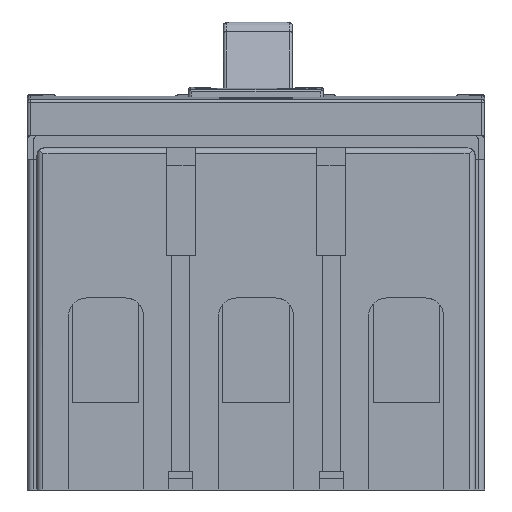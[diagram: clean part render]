
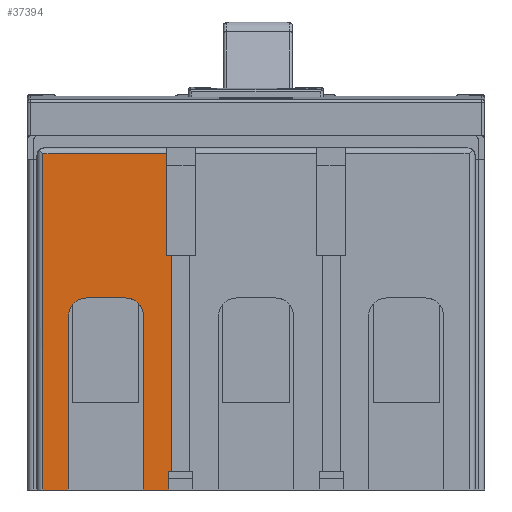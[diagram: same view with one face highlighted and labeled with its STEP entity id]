
A CAD part, front view. The second image highlights one B-rep face of the part: STEP entity #37394.
In plain terms, the highlighted planar face has unit normal (0, -1, 0).
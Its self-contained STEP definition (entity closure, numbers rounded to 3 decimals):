
#2 = CARTESIAN_POINT ( 'NONE',  ( -10.737, -84.803, 43.5 ) ) ;
#252 = EDGE_CURVE ( 'NONE', #19935, #48609, #44438, .T. ) ;
#774 = VECTOR ( 'NONE', #47522, 1000. ) ;
#1136 = LINE ( 'NONE', #42294, #45538 ) ;
#1234 = CARTESIAN_POINT ( 'NONE',  ( -20.63, -84.803, 46.5 ) ) ;
#1852 = ORIENTED_EDGE ( 'NONE', *, *, #4837, .F. ) ;
#1891 = ORIENTED_EDGE ( 'NONE', *, *, #252, .F. ) ;
#2768 = VECTOR ( 'NONE', #39422, 1000. ) ;
#3483 = VERTEX_POINT ( 'NONE', #27245 ) ;
#3818 = EDGE_CURVE ( 'NONE', #48609, #46790, #12220, .T. ) ;
#4237 = CARTESIAN_POINT ( 'NONE',  ( -28.487, -84.803, 53.5 ) ) ;
#4255 = EDGE_CURVE ( 'NONE', #46790, #39964, #8282, .T. ) ;
#4401 = LINE ( 'NONE', #14282, #51973 ) ;
#4837 = EDGE_CURVE ( 'NONE', #3483, #16025, #15253, .T. ) ;
#5118 = VECTOR ( 'NONE', #11847, 1000. ) ;
#5623 = CARTESIAN_POINT ( 'NONE',  ( -20.237, -84.803, 46.5 ) ) ;
#5776 = DIRECTION ( 'NONE',  ( -1., 0., 0. ) ) ;
#6956 = CARTESIAN_POINT ( 'NONE',  ( -12.952, -84.803, 46.422 ) ) ;
#7014 = B_SPLINE_CURVE_WITH_KNOTS ( 'NONE', 3,
 ( #19379, #27805, #23434, #31687, #27984, #15704, #32027, #6956, #44849, #36014 ),
 .UNSPECIFIED., .F., .F.,
 ( 4, 2, 2, 2, 4 ),
 ( 0., 0.25, 0.5, 0.75, 1. ),
 .UNSPECIFIED. ) ;
#7082 = CARTESIAN_POINT ( 'NONE',  ( -6.837, -84.803, 53.5 ) ) ;
#8282 = LINE ( 'NONE', #25365, #18042 ) ;
#9818 = CARTESIAN_POINT ( 'NONE',  ( -22.081, -84.803, 45.899 ) ) ;
#10413 = VERTEX_POINT ( 'NONE', #7082 ) ;
#10634 = ORIENTED_EDGE ( 'NONE', *, *, #33788, .F. ) ;
#10654 = LINE ( 'NONE', #19069, #40695 ) ;
#10831 = ORIENTED_EDGE ( 'NONE', *, *, #11289, .F. ) ;
#10962 = FACE_OUTER_BOUND ( 'NONE', #34586, .T. ) ;
#11289 = EDGE_CURVE ( 'NONE', #16025, #38635, #4401, .T. ) ;
#11423 = DIRECTION ( 'NONE',  ( 1., 0., 0. ) ) ;
#11847 = DIRECTION ( 'NONE',  ( 0., 0., -1. ) ) ;
#12218 = VERTEX_POINT ( 'NONE', #31139 ) ;
#12220 = LINE ( 'NONE', #34161, #31897 ) ;
#13063 = ORIENTED_EDGE ( 'NONE', *, *, #50884, .F. ) ;
#13610 = CARTESIAN_POINT ( 'NONE',  ( -21.748, -84.803, 46.121 ) ) ;
#14282 = CARTESIAN_POINT ( 'NONE',  ( -10.737, -84.803, 53.5 ) ) ;
#14382 = VERTEX_POINT ( 'NONE', #47885 ) ;
#15053 = ORIENTED_EDGE ( 'NONE', *, *, #29657, .F. ) ;
#15253 = LINE ( 'NONE', #50510, #40717 ) ;
#15442 = EDGE_CURVE ( 'NONE', #14382, #10413, #1136, .T. ) ;
#15704 = CARTESIAN_POINT ( 'NONE',  ( -11.894, -84.803, 45.899 ) ) ;
#15970 = DIRECTION ( 'NONE',  ( -1., 0., 0. ) ) ;
#16025 = VERTEX_POINT ( 'NONE', #30303 ) ;
#16199 = ORIENTED_EDGE ( 'NONE', *, *, #30441, .F. ) ;
#16227 = CARTESIAN_POINT ( 'NONE',  ( -27.487, -84.803, 70.5 ) ) ;
#16267 = VECTOR ( 'NONE', #11423, 1000. ) ;
#16324 = LINE ( 'NONE', #49687, #16267 ) ;
#16849 = ORIENTED_EDGE ( 'NONE', *, *, #3818, .F. ) ;
#17776 = LINE ( 'NONE', #48776, #21123 ) ;
#18042 = VECTOR ( 'NONE', #29371, 1000. ) ;
#18120 = LINE ( 'NONE', #30843, #31920 ) ;
#18313 = VERTEX_POINT ( 'NONE', #38622 ) ;
#18595 = VERTEX_POINT ( 'NONE', #41603 ) ;
#19069 = CARTESIAN_POINT ( 'NONE',  ( -28.487, -84.803, 53.5 ) ) ;
#19165 = ORIENTED_EDGE ( 'NONE', *, *, #49082, .F. ) ;
#19379 = CARTESIAN_POINT ( 'NONE',  ( -10.737, -84.803, 43.5 ) ) ;
#19935 = VERTEX_POINT ( 'NONE', #22172 ) ;
#21123 = VECTOR ( 'NONE', #15970, 1000. ) ;
#22126 = ORIENTED_EDGE ( 'NONE', *, *, #50554, .T. ) ;
#22172 = CARTESIAN_POINT ( 'NONE',  ( -23.237, -84.803, 43.5 ) ) ;
#22425 = CARTESIAN_POINT ( 'NONE',  ( -23.237, -84.803, 43.5 ) ) ;
#22795 = LINE ( 'NONE', #32913, #5118 ) ;
#23293 = DIRECTION ( 'NONE',  ( -1., 0., 0. ) ) ;
#23434 = CARTESIAN_POINT ( 'NONE',  ( -10.815, -84.803, 44.285 ) ) ;
#24062 = AXIS2_PLACEMENT_3D ( 'NONE', #4237, #37080, #41420 ) ;
#25365 = CARTESIAN_POINT ( 'NONE',  ( -27.487, -84.803, 53.5 ) ) ;
#25444 = DIRECTION ( 'NONE',  ( 0., 0., -1. ) ) ;
#25826 = VERTEX_POINT ( 'NONE', #43638 ) ;
#26349 = ORIENTED_EDGE ( 'NONE', *, *, #4255, .F. ) ;
#27245 = CARTESIAN_POINT ( 'NONE',  ( -6.487, -84.803, 14.5 ) ) ;
#27615 = LINE ( 'NONE', #39235, #2768 ) ;
#27805 = CARTESIAN_POINT ( 'NONE',  ( -10.737, -84.803, 43.893 ) ) ;
#27984 = CARTESIAN_POINT ( 'NONE',  ( -11.338, -84.803, 45.344 ) ) ;
#29371 = DIRECTION ( 'NONE',  ( 0., 0., 1. ) ) ;
#29657 = EDGE_CURVE ( 'NONE', #38635, #18595, #7014, .T. ) ;
#30303 = CARTESIAN_POINT ( 'NONE',  ( -10.737, -84.803, 14.5 ) ) ;
#30441 = EDGE_CURVE ( 'NONE', #18313, #19935, #49256, .T. ) ;
#30843 = CARTESIAN_POINT ( 'NONE',  ( -5.987, -84.803, 17.5 ) ) ;
#31139 = CARTESIAN_POINT ( 'NONE',  ( -5.987, -84.803, 17.5 ) ) ;
#31687 = CARTESIAN_POINT ( 'NONE',  ( -11.116, -84.803, 45.011 ) ) ;
#31897 = VECTOR ( 'NONE', #47569, 1000. ) ;
#31920 = VECTOR ( 'NONE', #5776, 1000. ) ;
#31953 = CARTESIAN_POINT ( 'NONE',  ( -27.487, -84.803, 14.5 ) ) ;
#32027 = CARTESIAN_POINT ( 'NONE',  ( -12.226, -84.803, 46.121 ) ) ;
#32723 = EDGE_CURVE ( 'NONE', #18595, #18313, #17776, .T. ) ;
#32913 = CARTESIAN_POINT ( 'NONE',  ( -5.987, -84.803, 53.5 ) ) ;
#33788 = EDGE_CURVE ( 'NONE', #39964, #14382, #16324, .T. ) ;
#34161 = CARTESIAN_POINT ( 'NONE',  ( -46.337, -84.803, 14.5 ) ) ;
#34586 = EDGE_LOOP ( 'NONE', ( #19165, #41046, #22126, #43950, #10634, #26349, #16849, #1891, #16199, #40137, #15053, #10831, #1852, #13063 ) ) ;
#34662 = CARTESIAN_POINT ( 'NONE',  ( -21.022, -84.803, 46.422 ) ) ;
#36014 = CARTESIAN_POINT ( 'NONE',  ( -13.737, -84.803, 46.5 ) ) ;
#37080 = DIRECTION ( 'NONE',  ( 0., 1., 0. ) ) ;
#37394 = ADVANCED_FACE ( 'NONE', ( #10962 ), #49213, .F. ) ;
#38622 = CARTESIAN_POINT ( 'NONE',  ( -20.237, -84.803, 46.5 ) ) ;
#38635 = VERTEX_POINT ( 'NONE', #2 ) ;
#38974 = CARTESIAN_POINT ( 'NONE',  ( -22.636, -84.803, 45.344 ) ) ;
#39235 = CARTESIAN_POINT ( 'NONE',  ( -6.487, -84.803, 53.5 ) ) ;
#39336 = CARTESIAN_POINT ( 'NONE',  ( -22.859, -84.803, 45.011 ) ) ;
#39422 = DIRECTION ( 'NONE',  ( 0., 0., -1. ) ) ;
#39964 = VERTEX_POINT ( 'NONE', #16227 ) ;
#40137 = ORIENTED_EDGE ( 'NONE', *, *, #32723, .F. ) ;
#40695 = VECTOR ( 'NONE', #23293, 1000. ) ;
#40717 = VECTOR ( 'NONE', #46674, 1000. ) ;
#41046 = ORIENTED_EDGE ( 'NONE', *, *, #46390, .F. ) ;
#41420 = DIRECTION ( 'NONE',  ( 0., 0., 1. ) ) ;
#41603 = CARTESIAN_POINT ( 'NONE',  ( -13.737, -84.803, 46.5 ) ) ;
#42149 = CARTESIAN_POINT ( 'NONE',  ( -5.987, -84.803, 53.5 ) ) ;
#42294 = CARTESIAN_POINT ( 'NONE',  ( -6.837, -84.803, 79.5 ) ) ;
#43125 = CARTESIAN_POINT ( 'NONE',  ( -23.237, -84.803, 43.893 ) ) ;
#43638 = CARTESIAN_POINT ( 'NONE',  ( -6.487, -84.803, 17.5 ) ) ;
#43950 = ORIENTED_EDGE ( 'NONE', *, *, #15442, .F. ) ;
#44438 = LINE ( 'NONE', #50444, #774 ) ;
#44849 = CARTESIAN_POINT ( 'NONE',  ( -13.345, -84.803, 46.5 ) ) ;
#45538 = VECTOR ( 'NONE', #25444, 1000. ) ;
#46390 = EDGE_CURVE ( 'NONE', #50693, #12218, #22795, .T. ) ;
#46674 = DIRECTION ( 'NONE',  ( -1., 0., 0. ) ) ;
#46790 = VERTEX_POINT ( 'NONE', #31953 ) ;
#46979 = CARTESIAN_POINT ( 'NONE',  ( -23.159, -84.803, 44.285 ) ) ;
#47458 = DIRECTION ( 'NONE',  ( 0., 0., 1. ) ) ;
#47522 = DIRECTION ( 'NONE',  ( 0., 0., -1. ) ) ;
#47569 = DIRECTION ( 'NONE',  ( -1., 0., 0. ) ) ;
#47885 = CARTESIAN_POINT ( 'NONE',  ( -6.837, -84.803, 70.5 ) ) ;
#47918 = CARTESIAN_POINT ( 'NONE',  ( -23.237, -84.803, 14.5 ) ) ;
#48609 = VERTEX_POINT ( 'NONE', #47918 ) ;
#48776 = CARTESIAN_POINT ( 'NONE',  ( -28.487, -84.803, 46.5 ) ) ;
#49082 = EDGE_CURVE ( 'NONE', #12218, #25826, #18120, .T. ) ;
#49213 = PLANE ( 'NONE',  #24062 ) ;
#49256 = B_SPLINE_CURVE_WITH_KNOTS ( 'NONE', 3,
 ( #5623, #1234, #34662, #13610, #9818, #38974, #39336, #46979, #43125, #22425 ),
 .UNSPECIFIED., .F., .F.,
 ( 4, 2, 2, 2, 4 ),
 ( 0., 0.25, 0.5, 0.75, 1. ),
 .UNSPECIFIED. ) ;
#49687 = CARTESIAN_POINT ( 'NONE',  ( -27.987, -84.803, 70.5 ) ) ;
#50444 = CARTESIAN_POINT ( 'NONE',  ( -23.237, -84.803, 53.5 ) ) ;
#50510 = CARTESIAN_POINT ( 'NONE',  ( -46.337, -84.803, 14.5 ) ) ;
#50554 = EDGE_CURVE ( 'NONE', #50693, #10413, #10654, .T. ) ;
#50693 = VERTEX_POINT ( 'NONE', #42149 ) ;
#50884 = EDGE_CURVE ( 'NONE', #25826, #3483, #27615, .T. ) ;
#51973 = VECTOR ( 'NONE', #47458, 1000. ) ;
